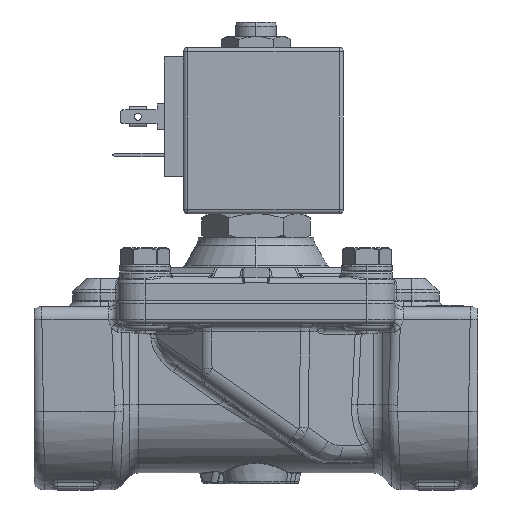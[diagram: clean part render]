
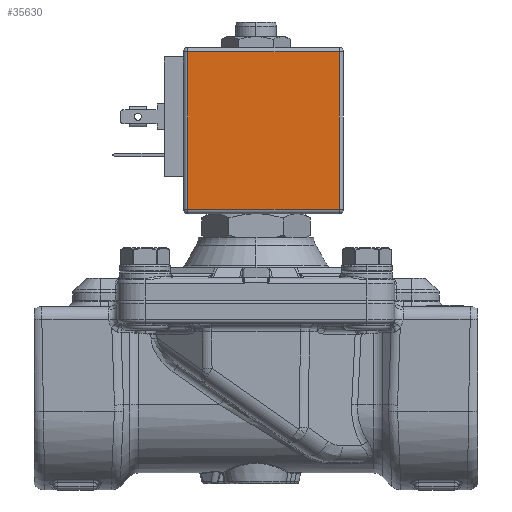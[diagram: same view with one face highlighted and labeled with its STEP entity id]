
A CAD part, front view. The second image highlights one B-rep face of the part: STEP entity #35630.
In plain terms, the highlighted planar face has unit normal (0, -1, 0).
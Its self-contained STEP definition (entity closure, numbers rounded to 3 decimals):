
#9535=DIRECTION('',(1.,0.,0.));
#9536=VECTOR('',#9535,35.5);
#9537=CARTESIAN_POINT('',(-16.,-15.,45.75));
#9538=LINE('',#9537,#9536);
#9708=DIRECTION('',(0.,0.,1.));
#9709=VECTOR('',#9708,37.);
#9710=CARTESIAN_POINT('',(19.5,-15.,45.75));
#9711=LINE('',#9710,#9709);
#9735=DIRECTION('',(0.,0.,-1.));
#9736=VECTOR('',#9735,37.);
#9737=CARTESIAN_POINT('',(-16.,-15.,82.75));
#9738=LINE('',#9737,#9736);
#10528=DIRECTION('',(-1.,0.,0.));
#10529=VECTOR('',#10528,35.5);
#10530=CARTESIAN_POINT('',(19.5,-15.,82.75));
#10531=LINE('',#10530,#10529);
#12080=CARTESIAN_POINT('',(-16.,-15.,82.75));
#12081=VERTEX_POINT('',#12080);
#12082=CARTESIAN_POINT('',(-16.,-15.,45.75));
#12083=VERTEX_POINT('',#12082);
#12086=CARTESIAN_POINT('',(19.5,-15.,82.75));
#12087=VERTEX_POINT('',#12086);
#12090=CARTESIAN_POINT('',(19.5,-15.,45.75));
#12091=VERTEX_POINT('',#12090);
#35617=CARTESIAN_POINT('',(1.75,-15.,64.25));
#35618=DIRECTION('',(0.,1.,0.));
#35619=DIRECTION('',(1.,0.,0.));
#35620=AXIS2_PLACEMENT_3D('',#35617,#35618,#35619);
#35621=PLANE('',#35620);
#35623=ORIENTED_EDGE('',*,*,#35622,.F.);
#35625=ORIENTED_EDGE('',*,*,#35624,.F.);
#35626=ORIENTED_EDGE('',*,*,#35585,.F.);
#35627=ORIENTED_EDGE('',*,*,#35158,.F.);
#35628=EDGE_LOOP('',(#35623,#35625,#35626,#35627));
#35629=FACE_OUTER_BOUND('',#35628,.F.);
#35630=ADVANCED_FACE('',(#35629),#35621,.F.);
#35158=EDGE_CURVE('',#12083,#12091,#9538,.T.);
#35585=EDGE_CURVE('',#12091,#12087,#9711,.T.);
#35622=EDGE_CURVE('',#12081,#12083,#9738,.T.);
#35624=EDGE_CURVE('',#12087,#12081,#10531,.T.);
